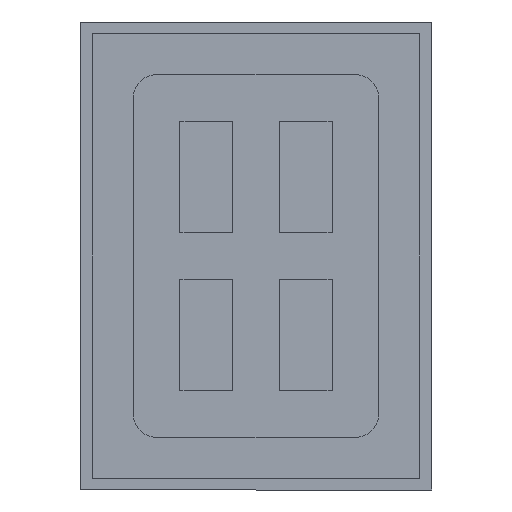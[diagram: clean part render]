
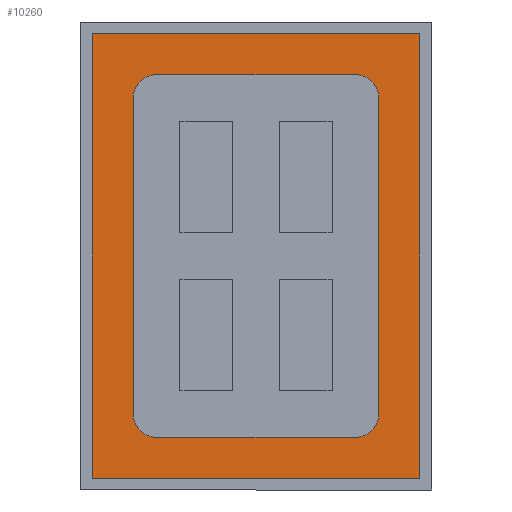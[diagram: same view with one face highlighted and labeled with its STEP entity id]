
A CAD part, front view. The second image highlights one B-rep face of the part: STEP entity #10260.
In plain terms, the highlighted planar face has unit normal (0, -1, 0).
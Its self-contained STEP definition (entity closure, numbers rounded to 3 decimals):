
#87 = FACE_BOUND ( 'NONE', #7621, .T. ) ;
#254 = AXIS2_PLACEMENT_3D ( 'NONE', #2688, #8175, #867 ) ;
#266 = ORIENTED_EDGE ( 'NONE', *, *, #5290, .T. ) ;
#445 = CARTESIAN_POINT ( 'NONE',  ( 0., -0.001, -1.55 ) ) ;
#607 = LINE ( 'NONE', #445, #3962 ) ;
#775 = CARTESIAN_POINT ( 'NONE',  ( -1.4, -0.001, 1.9 ) ) ;
#867 = DIRECTION ( 'NONE',  ( 0., 0., -1. ) ) ;
#1180 = EDGE_LOOP ( 'NONE', ( #2140, #7303, #9722, #1894 ) ) ;
#1248 = VERTEX_POINT ( 'NONE', #6535 ) ;
#1455 = LINE ( 'NONE', #2201, #8830 ) ;
#1467 = CARTESIAN_POINT ( 'NONE',  ( -0.85, -0.001, 1.55 ) ) ;
#1665 = DIRECTION ( 'NONE',  ( 0., -1., 0. ) ) ;
#1804 = EDGE_CURVE ( 'NONE', #3202, #9712, #9093, .T. ) ;
#1894 = ORIENTED_EDGE ( 'NONE', *, *, #9558, .F. ) ;
#2013 = EDGE_CURVE ( 'NONE', #3202, #9687, #4109, .T. ) ;
#2023 = ORIENTED_EDGE ( 'NONE', *, *, #2852, .T. ) ;
#2045 = DIRECTION ( 'NONE',  ( 0., 0., -1. ) ) ;
#2062 = AXIS2_PLACEMENT_3D ( 'NONE', #6186, #3038, #7193 ) ;
#2140 = ORIENTED_EDGE ( 'NONE', *, *, #4876, .T. ) ;
#2201 = CARTESIAN_POINT ( 'NONE',  ( -1.05, -0.001, 0. ) ) ;
#2513 = DIRECTION ( 'NONE',  ( 0., 1., 0. ) ) ;
#2559 = PLANE ( 'NONE',  #8534 ) ;
#2688 = CARTESIAN_POINT ( 'NONE',  ( 0.85, -0.001, -1.35 ) ) ;
#2749 = EDGE_CURVE ( 'NONE', #8709, #1248, #607, .T. ) ;
#2818 = CIRCLE ( 'NONE', #254, 0.2 ) ;
#2852 = EDGE_CURVE ( 'NONE', #9712, #8711, #10111, .T. ) ;
#2978 = CARTESIAN_POINT ( 'NONE',  ( -1.4, -0.001, -1.9 ) ) ;
#3038 = DIRECTION ( 'NONE',  ( 0., 1., 0. ) ) ;
#3181 = VERTEX_POINT ( 'NONE', #8878 ) ;
#3202 = VERTEX_POINT ( 'NONE', #1467 ) ;
#3222 = CARTESIAN_POINT ( 'NONE',  ( -1.4, -0.001, 0. ) ) ;
#3365 = DIRECTION ( 'NONE',  ( 0., 0., -1. ) ) ;
#3450 = CARTESIAN_POINT ( 'NONE',  ( 1.4, -0.001, 0. ) ) ;
#3749 = DIRECTION ( 'NONE',  ( 0., 0., 1. ) ) ;
#3828 = CARTESIAN_POINT ( 'NONE',  ( -0.85, -0.001, -1.55 ) ) ;
#3832 = CARTESIAN_POINT ( 'NONE',  ( 1.4, -0.001, 1.9 ) ) ;
#3845 = CARTESIAN_POINT ( 'NONE',  ( 0., -0.001, -1.9 ) ) ;
#3903 = EDGE_CURVE ( 'NONE', #9995, #8711, #7701, .T. ) ;
#3962 = VECTOR ( 'NONE', #6058, 1000. ) ;
#4109 = CIRCLE ( 'NONE', #7194, 0.2 ) ;
#4129 = LINE ( 'NONE', #3450, #4197 ) ;
#4197 = VECTOR ( 'NONE', #9807, 1000. ) ;
#4536 = ORIENTED_EDGE ( 'NONE', *, *, #6573, .T. ) ;
#4835 = DIRECTION ( 'NONE',  ( 1., 0., 0. ) ) ;
#4863 = ORIENTED_EDGE ( 'NONE', *, *, #2749, .F. ) ;
#4876 = EDGE_CURVE ( 'NONE', #7204, #3181, #7901, .T. ) ;
#4974 = DIRECTION ( 'NONE',  ( 1., 0., 0. ) ) ;
#5176 = CARTESIAN_POINT ( 'NONE',  ( 0.85, -0.001, 1.55 ) ) ;
#5268 = CARTESIAN_POINT ( 'NONE',  ( 1.05, -0.001, -1.35 ) ) ;
#5290 = EDGE_CURVE ( 'NONE', #9995, #1248, #2818, .T. ) ;
#5688 = CARTESIAN_POINT ( 'NONE',  ( -1.05, -0.001, -1.35 ) ) ;
#6050 = ORIENTED_EDGE ( 'NONE', *, *, #1804, .T. ) ;
#6058 = DIRECTION ( 'NONE',  ( 1., 0., 0. ) ) ;
#6081 = ORIENTED_EDGE ( 'NONE', *, *, #10126, .T. ) ;
#6153 = DIRECTION ( 'NONE',  ( 0., 0., 1. ) ) ;
#6186 = CARTESIAN_POINT ( 'NONE',  ( -0.85, -0.001, -1.35 ) ) ;
#6318 = CIRCLE ( 'NONE', #2062, 0.2 ) ;
#6330 = EDGE_CURVE ( 'NONE', #3181, #7757, #4129, .T. ) ;
#6430 = CARTESIAN_POINT ( 'NONE',  ( 1.05, -0.001, 1.35 ) ) ;
#6465 = DIRECTION ( 'NONE',  ( 0., 0., 1. ) ) ;
#6519 = FACE_OUTER_BOUND ( 'NONE', #1180, .T. ) ;
#6535 = CARTESIAN_POINT ( 'NONE',  ( 0.85, -0.001, -1.55 ) ) ;
#6573 = EDGE_CURVE ( 'NONE', #7858, #9687, #1455, .T. ) ;
#6576 = DIRECTION ( 'NONE',  ( 0., 0., -1. ) ) ;
#6801 = CARTESIAN_POINT ( 'NONE',  ( 0., -0.001, 1.55 ) ) ;
#7050 = AXIS2_PLACEMENT_3D ( 'NONE', #10598, #2513, #6576 ) ;
#7085 = LINE ( 'NONE', #9657, #8524 ) ;
#7096 = ORIENTED_EDGE ( 'NONE', *, *, #2013, .F. ) ;
#7193 = DIRECTION ( 'NONE',  ( 0., 0., -1. ) ) ;
#7194 = AXIS2_PLACEMENT_3D ( 'NONE', #9137, #1665, #3365 ) ;
#7204 = VERTEX_POINT ( 'NONE', #2978 ) ;
#7233 = VECTOR ( 'NONE', #4835, 1000. ) ;
#7303 = ORIENTED_EDGE ( 'NONE', *, *, #6330, .T. ) ;
#7621 = EDGE_LOOP ( 'NONE', ( #7096, #6050, #2023, #8750, #266, #4863, #6081, #4536 ) ) ;
#7701 = LINE ( 'NONE', #10156, #8573 ) ;
#7757 = VERTEX_POINT ( 'NONE', #3832 ) ;
#7858 = VERTEX_POINT ( 'NONE', #5688 ) ;
#7901 = LINE ( 'NONE', #3845, #7233 ) ;
#8175 = DIRECTION ( 'NONE',  ( 0., 1., 0. ) ) ;
#8195 = VECTOR ( 'NONE', #4974, 1000. ) ;
#8419 = VERTEX_POINT ( 'NONE', #775 ) ;
#8524 = VECTOR ( 'NONE', #9607, 1000. ) ;
#8534 = AXIS2_PLACEMENT_3D ( 'NONE', #9476, #9300, #2045 ) ;
#8573 = VECTOR ( 'NONE', #6153, 1000. ) ;
#8709 = VERTEX_POINT ( 'NONE', #3828 ) ;
#8711 = VERTEX_POINT ( 'NONE', #6430 ) ;
#8750 = ORIENTED_EDGE ( 'NONE', *, *, #3903, .F. ) ;
#8830 = VECTOR ( 'NONE', #3749, 1000. ) ;
#8878 = CARTESIAN_POINT ( 'NONE',  ( 1.4, -0.001, -1.9 ) ) ;
#9093 = LINE ( 'NONE', #6801, #8195 ) ;
#9137 = CARTESIAN_POINT ( 'NONE',  ( -0.85, -0.001, 1.35 ) ) ;
#9156 = EDGE_CURVE ( 'NONE', #8419, #7757, #7085, .T. ) ;
#9193 = CARTESIAN_POINT ( 'NONE',  ( -1.05, -0.001, 1.35 ) ) ;
#9300 = DIRECTION ( 'NONE',  ( 0., -1., 0. ) ) ;
#9476 = CARTESIAN_POINT ( 'NONE',  ( 0., -0.001, 0. ) ) ;
#9558 = EDGE_CURVE ( 'NONE', #7204, #8419, #10534, .T. ) ;
#9607 = DIRECTION ( 'NONE',  ( 1., 0., 0. ) ) ;
#9657 = CARTESIAN_POINT ( 'NONE',  ( 0., -0.001, 1.9 ) ) ;
#9687 = VERTEX_POINT ( 'NONE', #9193 ) ;
#9712 = VERTEX_POINT ( 'NONE', #5176 ) ;
#9722 = ORIENTED_EDGE ( 'NONE', *, *, #9156, .F. ) ;
#9807 = DIRECTION ( 'NONE',  ( 0., 0., 1. ) ) ;
#9995 = VERTEX_POINT ( 'NONE', #5268 ) ;
#10111 = CIRCLE ( 'NONE', #7050, 0.2 ) ;
#10126 = EDGE_CURVE ( 'NONE', #8709, #7858, #6318, .T. ) ;
#10156 = CARTESIAN_POINT ( 'NONE',  ( 1.05, -0.001, 0. ) ) ;
#10260 = ADVANCED_FACE ( 'NONE', ( #87, #6519 ), #2559, .T. ) ;
#10534 = LINE ( 'NONE', #3222, #10597 ) ;
#10597 = VECTOR ( 'NONE', #6465, 1000. ) ;
#10598 = CARTESIAN_POINT ( 'NONE',  ( 0.85, -0.001, 1.35 ) ) ;
